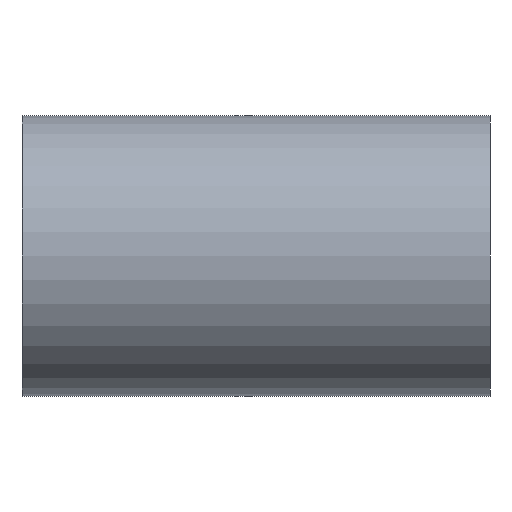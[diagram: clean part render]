
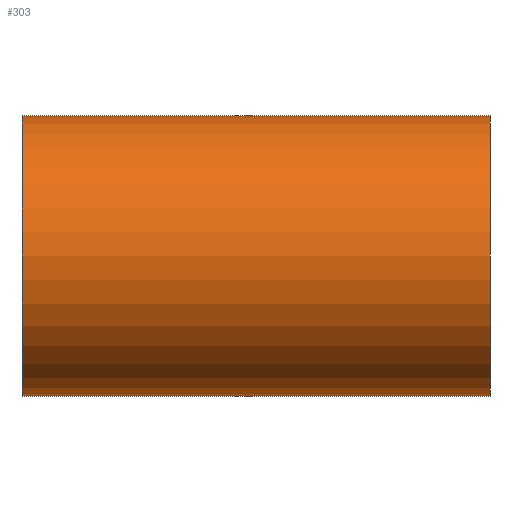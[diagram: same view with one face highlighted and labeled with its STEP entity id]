
A CAD part, left-side view. The second image highlights one B-rep face of the part: STEP entity #303.
In plain terms, the highlighted cylindrical face has radius 3 mm (diameter 6 mm), a partial arc.
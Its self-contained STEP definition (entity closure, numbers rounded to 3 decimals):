
#9 = DIRECTION ( 'NONE',  ( 0., -1., 0. ) ) ;
#10 = CARTESIAN_POINT ( 'NONE',  ( 0., 0., 3. ) ) ;
#11 = EDGE_CURVE ( 'NONE', #230, #196, #284, .T. ) ;
#16 = CARTESIAN_POINT ( 'NONE',  ( 0., 10., 0. ) ) ;
#17 = EDGE_CURVE ( 'NONE', #213, #230, #193, .T. ) ;
#21 = DIRECTION ( 'NONE',  ( 0., 1., 0. ) ) ;
#22 = DIRECTION ( 'NONE',  ( 0., 0., 1. ) ) ;
#36 = DIRECTION ( 'NONE',  ( 0., 0., 1. ) ) ;
#37 = CARTESIAN_POINT ( 'NONE',  ( 0., 10., 3. ) ) ;
#46 = CARTESIAN_POINT ( 'NONE',  ( 0., 10., -3. ) ) ;
#47 = CARTESIAN_POINT ( 'NONE',  ( 0., 0., -3. ) ) ;
#65 = AXIS2_PLACEMENT_3D ( 'NONE', #90, #94, #22 ) ;
#68 = AXIS2_PLACEMENT_3D ( 'NONE', #16, #21, #36 ) ;
#85 = EDGE_CURVE ( 'NONE', #198, #196, #161, .T. ) ;
#87 = DIRECTION ( 'NONE',  ( 0., 0., -1. ) ) ;
#89 = DIRECTION ( 'NONE',  ( 0., -1., 0. ) ) ;
#90 = CARTESIAN_POINT ( 'NONE',  ( 0., 0., 0. ) ) ;
#94 = DIRECTION ( 'NONE',  ( 0., 1., 0. ) ) ;
#101 = CYLINDRICAL_SURFACE ( 'NONE', #199, 3. ) ;
#109 = FACE_OUTER_BOUND ( 'NONE', #211, .T. ) ;
#127 = VECTOR ( 'NONE', #289, 1000. ) ;
#134 = LINE ( 'NONE', #46, #127 ) ;
#137 = CARTESIAN_POINT ( 'NONE',  ( 0., 10., 3. ) ) ;
#151 = CARTESIAN_POINT ( 'NONE',  ( 0., 10., -3. ) ) ;
#161 = CIRCLE ( 'NONE', #65, 3. ) ;
#187 = VECTOR ( 'NONE', #89, 1000. ) ;
#193 = CIRCLE ( 'NONE', #68, 3. ) ;
#196 = VERTEX_POINT ( 'NONE', #10 ) ;
#198 = VERTEX_POINT ( 'NONE', #47 ) ;
#199 = AXIS2_PLACEMENT_3D ( 'NONE', #246, #9, #87 ) ;
#201 = ORIENTED_EDGE ( 'NONE', *, *, #17, .F. ) ;
#203 = ORIENTED_EDGE ( 'NONE', *, *, #85, .T. ) ;
#204 = ORIENTED_EDGE ( 'NONE', *, *, #274, .T. ) ;
#211 = EDGE_LOOP ( 'NONE', ( #226, #201, #204, #203 ) ) ;
#213 = VERTEX_POINT ( 'NONE', #151 ) ;
#226 = ORIENTED_EDGE ( 'NONE', *, *, #11, .F. ) ;
#230 = VERTEX_POINT ( 'NONE', #137 ) ;
#246 = CARTESIAN_POINT ( 'NONE',  ( 0., 10., 0. ) ) ;
#274 = EDGE_CURVE ( 'NONE', #213, #198, #134, .T. ) ;
#284 = LINE ( 'NONE', #37, #187 ) ;
#289 = DIRECTION ( 'NONE',  ( 0., -1., 0. ) ) ;
#303 = ADVANCED_FACE ( 'NONE', ( #109 ), #101, .T. ) ;
